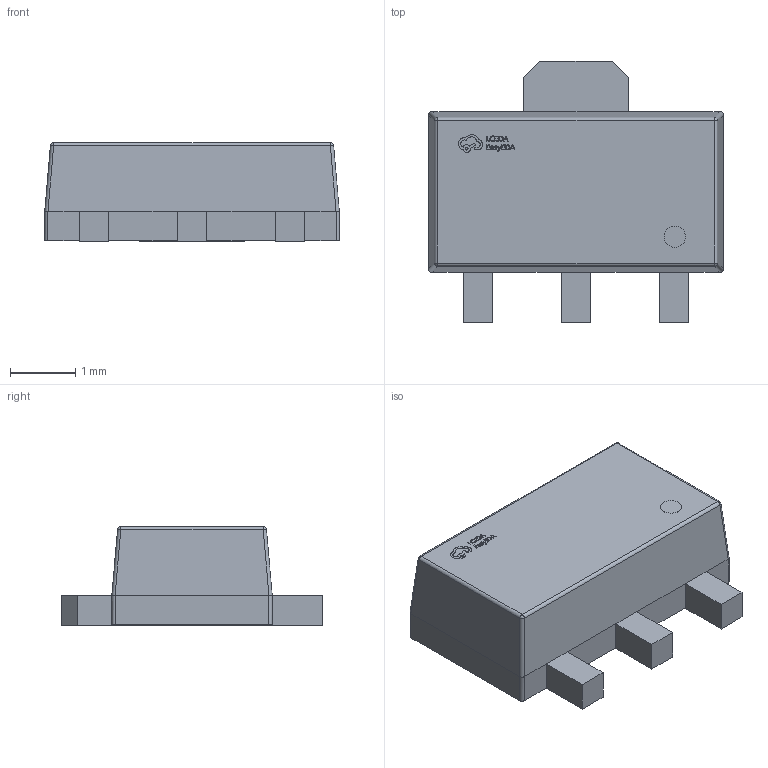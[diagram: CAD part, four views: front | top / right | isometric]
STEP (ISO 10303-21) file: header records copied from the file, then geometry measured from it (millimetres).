
FILE_DESCRIPTION (( 'STEP AP214' ), '1' );
FILE_NAME ('SOT-89-3_L4.5-W2.5-P1.50-LS4.0-TR.step', '2022-07-26T11:18:05', ( '' ), ( '' ), 'SwSTEP 2.0', 'SolidWorks 2020', '' );
FILE_SCHEMA (( 'AUTOMOTIVE_DESIGN' ));
Length unit declared in the file: millimetre
Products named in the file (1): SOT-89-3_L4.5-W2.5-P1.50-LS4.0-TR
Bounding box: 4.5 x 4 x 1.51 mm (x, y, z)
Volume: 16.9 mm3; surface area: 48.4 mm2
Topology: 14 solids, 14 shells, 349 faces, 917 edges, 604 vertices
Faces by surface type: plane 219, bspline 112, cylinder 14, sphere 4
Entity records: 15841 total; most frequent: CARTESIAN_POINT 3987, ORIENTED_EDGE 1834, DIRECTION 1181, EDGE_CURVE 917, LINE 665, VECTOR 665, VERTEX_POINT 604, EDGE_LOOP 369
